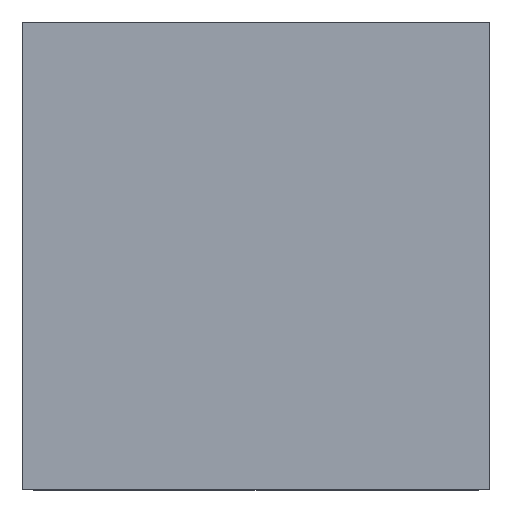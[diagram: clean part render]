
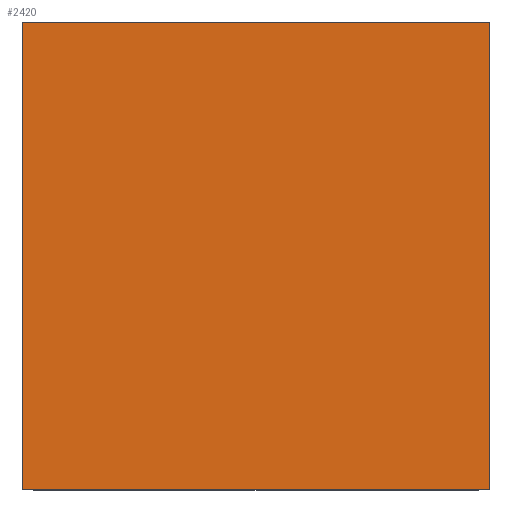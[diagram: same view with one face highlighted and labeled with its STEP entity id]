
A CAD part, top view. The second image highlights one B-rep face of the part: STEP entity #2420.
In plain terms, the highlighted face is planar.
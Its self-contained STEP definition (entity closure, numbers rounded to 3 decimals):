
#968=DIRECTION('',(0.,0.,1.));
#969=VECTOR('',#968,2.);
#970=CARTESIAN_POINT('',(-1.,0.75,-1.));
#971=LINE('',#970,#969);
#975=DIRECTION('',(-1.,0.,0.));
#976=VECTOR('',#975,2.);
#977=CARTESIAN_POINT('',(1.,0.75,-1.));
#978=LINE('',#977,#976);
#982=DIRECTION('',(0.,0.,-1.));
#983=VECTOR('',#982,2.);
#984=CARTESIAN_POINT('',(1.,0.75,1.));
#985=LINE('',#984,#983);
#989=DIRECTION('',(1.,0.,0.));
#990=VECTOR('',#989,2.);
#991=CARTESIAN_POINT('',(-1.,0.75,1.));
#992=LINE('',#991,#990);
#1479=CARTESIAN_POINT('',(-1.,0.75,-1.));
#1480=CARTESIAN_POINT('',(-1.,0.75,1.));
#1481=VERTEX_POINT('',#1479);
#1482=VERTEX_POINT('',#1480);
#1483=CARTESIAN_POINT('',(1.,0.75,1.));
#1484=VERTEX_POINT('',#1483);
#1485=CARTESIAN_POINT('',(1.,0.75,-1.));
#1486=VERTEX_POINT('',#1485);
#2408=CARTESIAN_POINT('',(0.,0.75,0.));
#2409=DIRECTION('',(0.,1.,0.));
#2410=DIRECTION('',(1.,0.,0.));
#2411=AXIS2_PLACEMENT_3D('',#2408,#2409,#2410);
#2412=PLANE('',#2411);
#2413=ORIENTED_EDGE('',*,*,#2381,.F.);
#2414=ORIENTED_EDGE('',*,*,#2185,.F.);
#2416=ORIENTED_EDGE('',*,*,#2415,.F.);
#2417=ORIENTED_EDGE('',*,*,#1980,.F.);
#2418=EDGE_LOOP('',(#2413,#2414,#2416,#2417));
#2419=FACE_OUTER_BOUND('',#2418,.F.);
#1980=EDGE_CURVE('',#1482,#1484,#992,.T.);
#2185=EDGE_CURVE('',#1486,#1481,#978,.T.);
#2381=EDGE_CURVE('',#1481,#1482,#971,.T.);
#2415=EDGE_CURVE('',#1484,#1486,#985,.T.);
#2420=ADVANCED_FACE('',(#2419),#2412,.T.);
